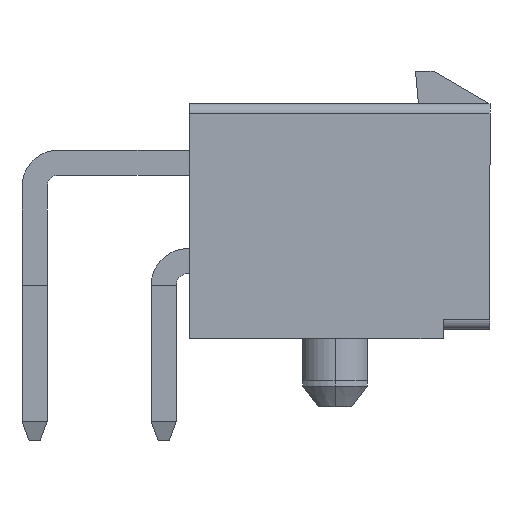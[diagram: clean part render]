
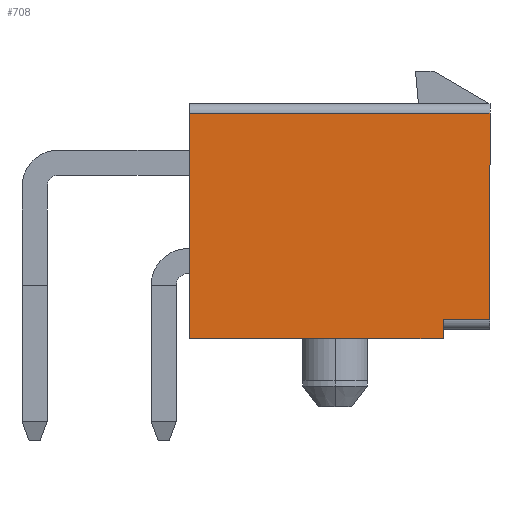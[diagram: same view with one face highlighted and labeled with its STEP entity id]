
A CAD part, left-side view. The second image highlights one B-rep face of the part: STEP entity #708.
In plain terms, the highlighted planar face has unit normal (-1, 0, 0).
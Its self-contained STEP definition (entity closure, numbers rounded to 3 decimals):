
#642 = VERTEX_POINT('',#643);
#643 = CARTESIAN_POINT('',(-4.8,0.,10.));
#660 = VERTEX_POINT('',#661);
#661 = CARTESIAN_POINT('',(-4.8,0.,20.8));
#667 = EDGE_CURVE('',#660,#642,#668,.T.);
#668 = LINE('',#669,#670);
#669 = CARTESIAN_POINT('',(-4.8,0.,20.8));
#670 = VECTOR('',#671,1.);
#671 = DIRECTION('',(-0.,-0.,-1.));
#708 = ADVANCED_FACE('',(#709),#750,.T.);
#709 = FACE_BOUND('',#710,.T.);
#710 = EDGE_LOOP('',(#711,#719,#727,#735,#743,#749));
#711 = ORIENTED_EDGE('',*,*,#712,.T.);
#712 = EDGE_CURVE('',#660,#713,#715,.T.);
#713 = VERTEX_POINT('',#714);
#714 = CARTESIAN_POINT('',(-4.8,0.8,20.8));
#715 = LINE('',#716,#717);
#716 = CARTESIAN_POINT('',(-4.8,0.,20.8));
#717 = VECTOR('',#718,1.);
#718 = DIRECTION('',(0.,1.,-0.));
#719 = ORIENTED_EDGE('',*,*,#720,.T.);
#720 = EDGE_CURVE('',#713,#721,#723,.T.);
#721 = VERTEX_POINT('',#722);
#722 = CARTESIAN_POINT('',(-4.8,0.8,22.8));
#723 = LINE('',#724,#725);
#724 = CARTESIAN_POINT('',(-4.8,0.8,22.8));
#725 = VECTOR('',#726,1.);
#726 = DIRECTION('',(-0.,-0.,1.));
#727 = ORIENTED_EDGE('',*,*,#728,.T.);
#728 = EDGE_CURVE('',#721,#729,#731,.T.);
#729 = VERTEX_POINT('',#730);
#730 = CARTESIAN_POINT('',(-4.8,9.6,22.8));
#731 = LINE('',#732,#733);
#732 = CARTESIAN_POINT('',(-4.8,0.,22.8));
#733 = VECTOR('',#734,1.);
#734 = DIRECTION('',(0.,1.,-0.));
#735 = ORIENTED_EDGE('',*,*,#736,.T.);
#736 = EDGE_CURVE('',#729,#737,#739,.T.);
#737 = VERTEX_POINT('',#738);
#738 = CARTESIAN_POINT('',(-4.8,9.6,10.));
#739 = LINE('',#740,#741);
#740 = CARTESIAN_POINT('',(-4.8,9.6,22.8));
#741 = VECTOR('',#742,1.);
#742 = DIRECTION('',(-0.,-0.,-1.));
#743 = ORIENTED_EDGE('',*,*,#744,.F.);
#744 = EDGE_CURVE('',#642,#737,#745,.T.);
#745 = LINE('',#746,#747);
#746 = CARTESIAN_POINT('',(-4.8,0.,10.));
#747 = VECTOR('',#748,1.);
#748 = DIRECTION('',(0.,1.,-0.));
#749 = ORIENTED_EDGE('',*,*,#667,.F.);
#750 = PLANE('',#751);
#751 = AXIS2_PLACEMENT_3D('',#752,#753,#754);
#752 = CARTESIAN_POINT('',(-4.8,0.,20.8));
#753 = DIRECTION('',(-1.,0.,0.));
#754 = DIRECTION('',(0.,0.,1.));
